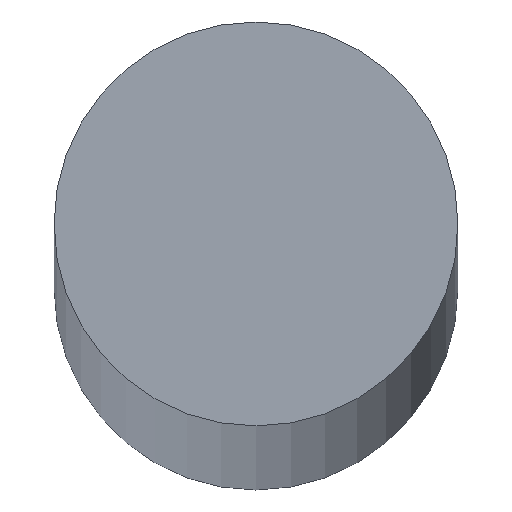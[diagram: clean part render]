
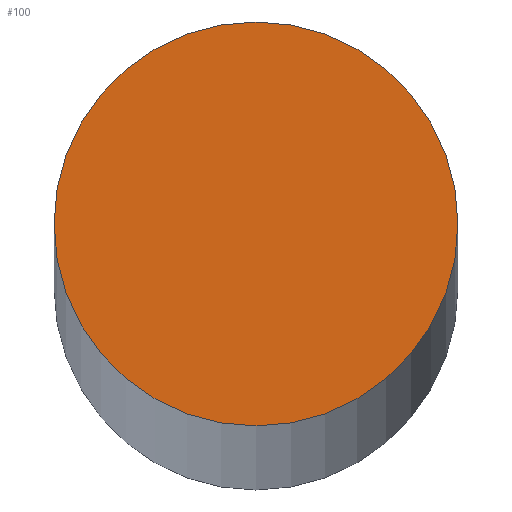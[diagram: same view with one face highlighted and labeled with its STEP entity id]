
A CAD part, top view. The second image highlights one B-rep face of the part: STEP entity #100.
In plain terms, the highlighted planar face has unit normal (0, 0, 1).
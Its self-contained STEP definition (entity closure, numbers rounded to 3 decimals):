
#41 = FACE_OUTER_BOUND ( 'NONE', #128, .T. ) ;
#50 = AXIS2_PLACEMENT_3D ( 'NONE', #124, #156, #174 ) ;
#66 = AXIS2_PLACEMENT_3D ( 'NONE', #138, #145, #141 ) ;
#77 = AXIS2_PLACEMENT_3D ( 'NONE', #155, #143, #127 ) ;
#84 = CIRCLE ( 'NONE', #50, 5.5 ) ;
#95 = EDGE_CURVE ( 'NONE', #126, #165, #84, .T. ) ;
#99 = CIRCLE ( 'NONE', #66, 5.5 ) ;
#100 = ADVANCED_FACE ( 'NONE', ( #41 ), #140, .T. ) ;
#107 = EDGE_CURVE ( 'NONE', #165, #126, #99, .T. ) ;
#116 = CARTESIAN_POINT ( 'NONE',  ( -5.5, 0., 500. ) ) ;
#124 = CARTESIAN_POINT ( 'NONE',  ( 0., 0., 500. ) ) ;
#126 = VERTEX_POINT ( 'NONE', #148 ) ;
#127 = DIRECTION ( 'NONE',  ( 1., 0., 0. ) ) ;
#128 = EDGE_LOOP ( 'NONE', ( #169, #161 ) ) ;
#138 = CARTESIAN_POINT ( 'NONE',  ( 0., 0., 500. ) ) ;
#140 = PLANE ( 'NONE',  #77 ) ;
#141 = DIRECTION ( 'NONE',  ( 1., 0., 0. ) ) ;
#143 = DIRECTION ( 'NONE',  ( 0., 0., 1. ) ) ;
#145 = DIRECTION ( 'NONE',  ( 0., 0., 1. ) ) ;
#148 = CARTESIAN_POINT ( 'NONE',  ( 5.5, 0., 500. ) ) ;
#155 = CARTESIAN_POINT ( 'NONE',  ( 0., 0., 500. ) ) ;
#156 = DIRECTION ( 'NONE',  ( 0., 0., 1. ) ) ;
#161 = ORIENTED_EDGE ( 'NONE', *, *, #95, .T. ) ;
#165 = VERTEX_POINT ( 'NONE', #116 ) ;
#169 = ORIENTED_EDGE ( 'NONE', *, *, #107, .T. ) ;
#174 = DIRECTION ( 'NONE',  ( 1., 0., 0. ) ) ;
